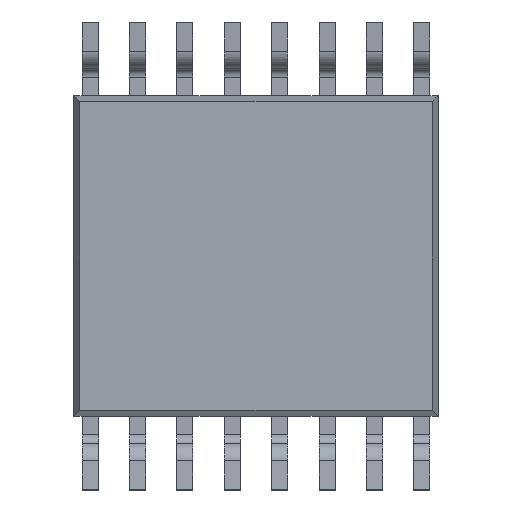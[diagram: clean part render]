
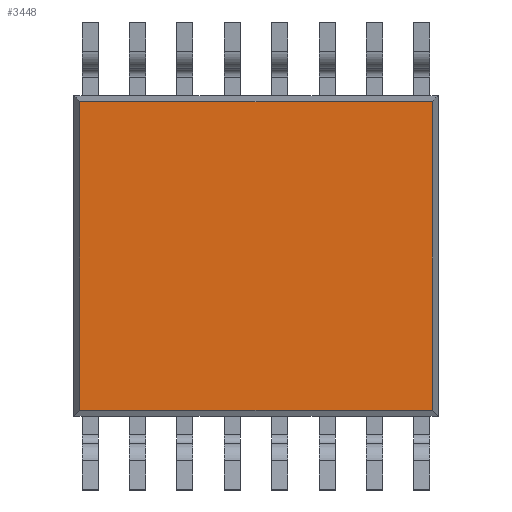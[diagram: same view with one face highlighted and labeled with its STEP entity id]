
A CAD part, top view. The second image highlights one B-rep face of the part: STEP entity #3448.
In plain terms, the highlighted planar face has unit normal (0, 0, 1).
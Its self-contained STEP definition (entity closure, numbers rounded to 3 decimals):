
#1=DIRECTION('',(0.,-1.,0.));
#2=VECTOR('',#1,4.236);
#3=CARTESIAN_POINT('',(600.868,69.831,-1.287));
#4=LINE('',#3,#2);
#5=DIRECTION('',(-1.,0.,0.));
#6=VECTOR('',#5,4.836);
#7=CARTESIAN_POINT('',(605.704,69.831,-1.287));
#8=LINE('',#7,#6);
#9=DIRECTION('',(0.,1.,0.));
#10=VECTOR('',#9,4.236);
#11=CARTESIAN_POINT('',(605.704,65.595,-1.287));
#12=LINE('',#11,#10);
#13=DIRECTION('',(1.,0.,0.));
#14=VECTOR('',#13,4.836);
#15=CARTESIAN_POINT('',(600.868,65.595,-1.287));
#16=LINE('',#15,#14);
#2625=CARTESIAN_POINT('',(600.868,69.831,-1.287));
#2626=CARTESIAN_POINT('',(600.868,65.595,-1.287));
#2627=VERTEX_POINT('',#2625);
#2628=VERTEX_POINT('',#2626);
#2629=CARTESIAN_POINT('',(605.704,65.595,-1.287));
#2630=VERTEX_POINT('',#2629);
#2631=CARTESIAN_POINT('',(605.704,69.831,-1.287));
#2632=VERTEX_POINT('',#2631);
#3433=CARTESIAN_POINT('',(603.286,67.713,-1.287));
#3434=DIRECTION('',(0.,0.,1.));
#3435=DIRECTION('',(1.,0.,0.));
#3436=AXIS2_PLACEMENT_3D('',#3433,#3434,#3435);
#3437=PLANE('',#3436);
#3439=ORIENTED_EDGE('',*,*,#3438,.F.);
#3441=ORIENTED_EDGE('',*,*,#3440,.F.);
#3443=ORIENTED_EDGE('',*,*,#3442,.F.);
#3445=ORIENTED_EDGE('',*,*,#3444,.F.);
#3446=EDGE_LOOP('',(#3439,#3441,#3443,#3445));
#3447=FACE_OUTER_BOUND('',#3446,.F.);
#3438=EDGE_CURVE('',#2627,#2628,#4,.T.);
#3440=EDGE_CURVE('',#2632,#2627,#8,.T.);
#3442=EDGE_CURVE('',#2630,#2632,#12,.T.);
#3444=EDGE_CURVE('',#2628,#2630,#16,.T.);
#3448=ADVANCED_FACE('',(#3447),#3437,.T.);
